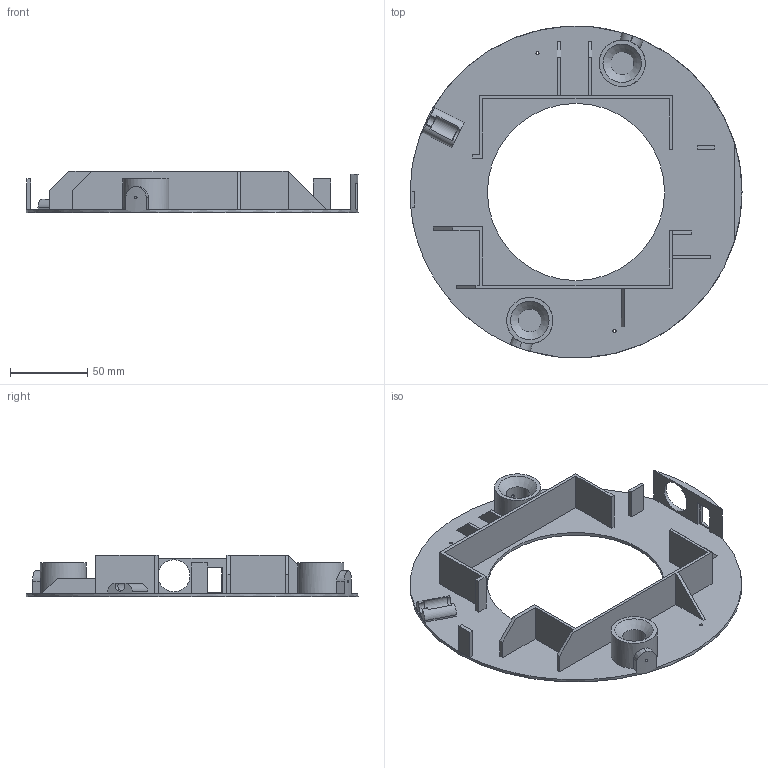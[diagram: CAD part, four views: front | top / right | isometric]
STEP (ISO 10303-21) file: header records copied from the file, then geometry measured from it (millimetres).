
FILE_DESCRIPTION(/* description */ (''),/* implementation_level */ '2;1');
FILE_NAME(/* name */ 'Air purifier Middle.step',/* time_stamp */ '2025-08-28T15:13:37+05:30',/* author */ (''),/* organization */ (''),/* preprocessor_version */ 'ST-DEVELOPER v20.1',/* originating_system */ 'Autodesk Translation Framework v14.10.0.0',/* authorisation */ '');
FILE_SCHEMA (('AUTOMOTIVE_DESIGN { 1 0 10303 214 3 1 1 }'));
Length unit declared in the file: centimetre
Products named in the file (1): Air purifier
Bounding box: 215.5 x 215.5 x 27 mm (x, y, z)
Volume: 103694.8 mm3; surface area: 88945.6 mm2
Topology: 1 solids, 1 shells, 105 faces, 289 edges, 193 vertices
Faces by surface type: plane 83, cylinder 18, cone 3, bspline 1
Full cylindrical faces by diameter (mm): 1.7 x1, 1.75 x1, 2 x2, 15 x2, 30 x2, 115 x1, 215.5 x1
Entity records: 3593 total; most frequent: CARTESIAN_POINT 858, ORIENTED_EDGE 578, DIRECTION 523, EDGE_CURVE 289, LINE 227, VECTOR 227, VERTEX_POINT 193, AXIS2_PLACEMENT_3D 148
